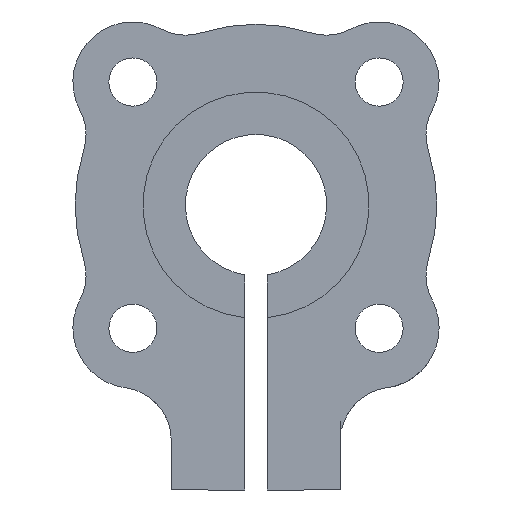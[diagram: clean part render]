
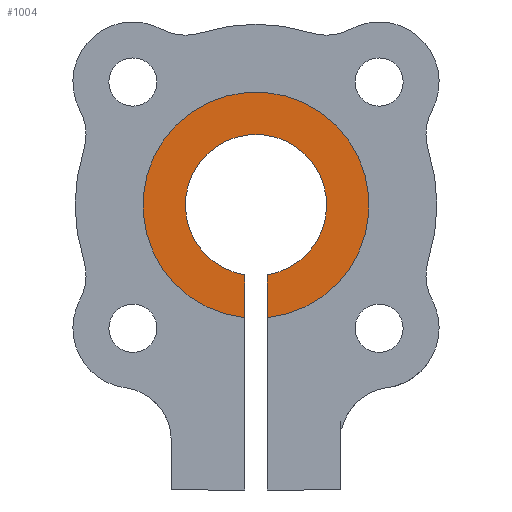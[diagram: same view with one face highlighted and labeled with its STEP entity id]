
A CAD part, front view. The second image highlights one B-rep face of the part: STEP entity #1004.
In plain terms, the highlighted planar face has unit normal (0, -1, 0).
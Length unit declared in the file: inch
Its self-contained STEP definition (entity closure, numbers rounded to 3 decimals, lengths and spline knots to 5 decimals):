
#89 = DIRECTION ( 'NONE',  ( 0., 0., -1. ) ) ;
#90 = DIRECTION ( 'NONE',  ( 0., -1., 0. ) ) ;
#91 = CARTESIAN_POINT ( 'NONE',  ( 0., 0., 0. ) ) ;
#157 = LINE ( 'NONE', #749, #1422 ) ;
#167 = DIRECTION ( 'NONE',  ( 0., 1., 0. ) ) ;
#173 = DIRECTION ( 'NONE',  ( 0., 0., 1. ) ) ;
#189 = EDGE_CURVE ( 'NONE', #506, #994, #157, .T. ) ;
#239 = ORIENTED_EDGE ( 'NONE', *, *, #1497, .T. ) ;
#262 = PLANE ( 'NONE',  #1270 ) ;
#272 = VECTOR ( 'NONE', #934, 39.37008 ) ;
#294 = CARTESIAN_POINT ( 'NONE',  ( 0.025, 0., -0.39922 ) ) ;
#306 = CIRCLE ( 'NONE', #344, 0.15625 ) ;
#340 = CARTESIAN_POINT ( 'NONE',  ( 0.025, 0., -0.15424 ) ) ;
#344 = AXIS2_PLACEMENT_3D ( 'NONE', #91, #90, #89 ) ;
#350 = EDGE_LOOP ( 'NONE', ( #443, #1352, #239, #398 ) ) ;
#398 = ORIENTED_EDGE ( 'NONE', *, *, #1519, .F. ) ;
#443 = ORIENTED_EDGE ( 'NONE', *, *, #189, .T. ) ;
#506 = VERTEX_POINT ( 'NONE', #745 ) ;
#534 = FACE_OUTER_BOUND ( 'NONE', #350, .T. ) ;
#568 = CARTESIAN_POINT ( 'NONE',  ( 0., 0., 0. ) ) ;
#580 = DIRECTION ( 'NONE',  ( 0., 1., 0. ) ) ;
#699 = DIRECTION ( 'NONE',  ( 0., 0., 1. ) ) ;
#703 = CARTESIAN_POINT ( 'NONE',  ( -0.025, 0., -0.15424 ) ) ;
#745 = CARTESIAN_POINT ( 'NONE',  ( -0.025, 0., -0.24875 ) ) ;
#749 = CARTESIAN_POINT ( 'NONE',  ( -0.025, 0., -0.39922 ) ) ;
#814 = VERTEX_POINT ( 'NONE', #340 ) ;
#926 = AXIS2_PLACEMENT_3D ( 'NONE', #1306, #580, #1394 ) ;
#934 = DIRECTION ( 'NONE',  ( 0., 0., -1. ) ) ;
#958 = EDGE_CURVE ( 'NONE', #814, #994, #306, .T. ) ;
#994 = VERTEX_POINT ( 'NONE', #703 ) ;
#1004 = ADVANCED_FACE ( 'NONE', ( #534 ), #262, .F. ) ;
#1082 = VERTEX_POINT ( 'NONE', #1354 ) ;
#1254 = LINE ( 'NONE', #294, #272 ) ;
#1270 = AXIS2_PLACEMENT_3D ( 'NONE', #568, #167, #173 ) ;
#1306 = CARTESIAN_POINT ( 'NONE',  ( 0., 0., 0. ) ) ;
#1352 = ORIENTED_EDGE ( 'NONE', *, *, #958, .F. ) ;
#1354 = CARTESIAN_POINT ( 'NONE',  ( 0.025, 0., -0.24875 ) ) ;
#1368 = CIRCLE ( 'NONE', #926, 0.25 ) ;
#1394 = DIRECTION ( 'NONE',  ( 0., 0., 1. ) ) ;
#1422 = VECTOR ( 'NONE', #699, 39.37008 ) ;
#1497 = EDGE_CURVE ( 'NONE', #814, #1082, #1254, .T. ) ;
#1519 = EDGE_CURVE ( 'NONE', #506, #1082, #1368, .T. ) ;
